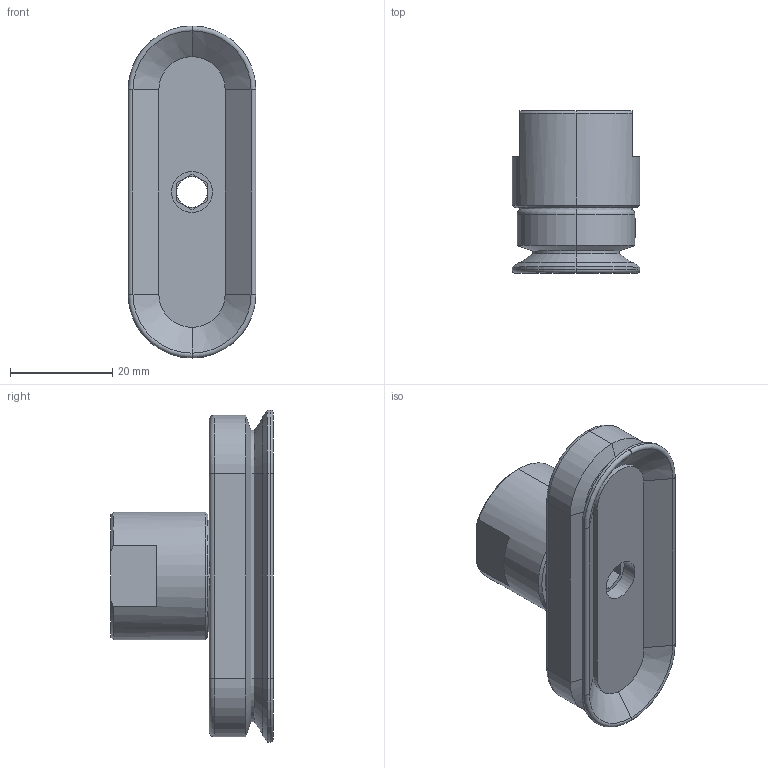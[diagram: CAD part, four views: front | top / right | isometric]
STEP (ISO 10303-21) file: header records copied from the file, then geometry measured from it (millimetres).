
FILE_DESCRIPTION(('STEP AP214'),'1');
FILE_NAME('COVAL_COFC2565F38G.stp','2017-12-27T16:16:23',('TraceParts'),('TraceParts S.A.'),'Spatial InterOp 3D',' ',' ');
FILE_SCHEMA(('automotive_design'));
Length unit declared in the file: millimetre
Products named in the file (2): COVAL_COFC2565F38G_1; COVAL_COFC2565F38G_2
Bounding box: 25 x 31.8 x 65 mm (x, y, z)
Volume: 19503.9 mm3; surface area: 9215.2 mm2
Topology: 2 solids, 2 shells, 165 faces, 379 edges, 228 vertices
Faces by surface type: plane 76, cone 32, cylinder 32, bspline 17, torus 8
Entity records: 7836 total; most frequent: CARTESIAN_POINT 2817, ORIENTED_EDGE 758, DIRECTION 745, EDGE_CURVE 379, AXIS2_PLACEMENT_3D 258, LINE 229, VECTOR 229, VERTEX_POINT 228
